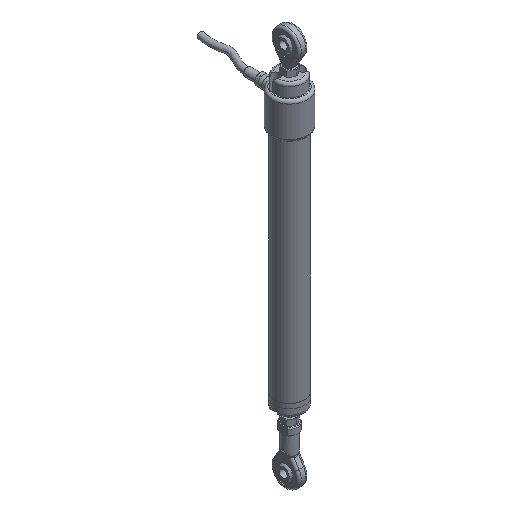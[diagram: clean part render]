
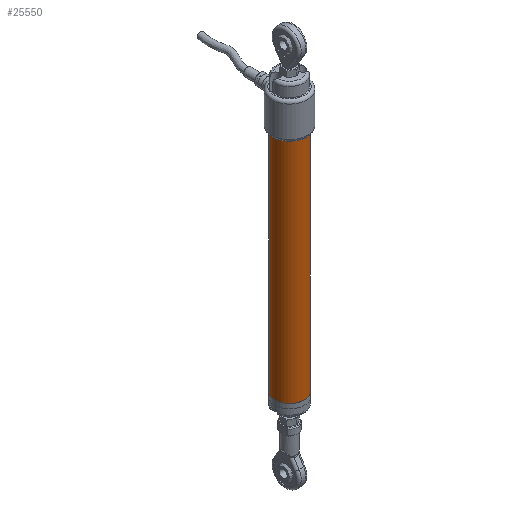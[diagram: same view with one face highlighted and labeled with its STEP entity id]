
A CAD part, isometric view. The second image highlights one B-rep face of the part: STEP entity #25550.
In plain terms, the highlighted cylindrical face has radius 9.5 mm (diameter 19 mm), a full revolution.
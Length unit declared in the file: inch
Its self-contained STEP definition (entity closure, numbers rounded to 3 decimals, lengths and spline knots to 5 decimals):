
#508 = DIRECTION ( 'NONE',  ( 1., 0., 0. ) ) ;
#4705 = ORIENTED_EDGE ( 'NONE', *, *, #5308, .F. ) ;
#4773 = DIRECTION ( 'NONE',  ( 1., 0., 0. ) ) ;
#5308 = EDGE_CURVE ( 'NONE', #23838, #23838, #7217, .T. ) ;
#7217 = CIRCLE ( 'NONE', #12209, 0.37402 ) ;
#7749 = AXIS2_PLACEMENT_3D ( 'NONE', #7904, #26234, #19958 ) ;
#7904 = CARTESIAN_POINT ( 'NONE',  ( 0., 0., -6.25984 ) ) ;
#8558 = EDGE_CURVE ( 'NONE', #17149, #17149, #15788, .T. ) ;
#12209 = AXIS2_PLACEMENT_3D ( 'NONE', #37713, #31742, #4773 ) ;
#12458 = DIRECTION ( 'NONE',  ( 0., 0., 1. ) ) ;
#15788 = CIRCLE ( 'NONE', #30868, 0.37402 ) ;
#17149 = VERTEX_POINT ( 'NONE', #25779 ) ;
#19958 = DIRECTION ( 'NONE',  ( 1., 0., 0. ) ) ;
#22786 = EDGE_LOOP ( 'NONE', ( #30730 ) ) ;
#22885 = CYLINDRICAL_SURFACE ( 'NONE', #7749, 0.37402 ) ;
#23838 = VERTEX_POINT ( 'NONE', #35903 ) ;
#25550 = ADVANCED_FACE ( 'NONE', ( #38136, #34562 ), #22885, .T. ) ;
#25779 = CARTESIAN_POINT ( 'NONE',  ( 0.37402, 0., -6.25984 ) ) ;
#26172 = EDGE_LOOP ( 'NONE', ( #4705 ) ) ;
#26234 = DIRECTION ( 'NONE',  ( 0., 0., 1. ) ) ;
#30730 = ORIENTED_EDGE ( 'NONE', *, *, #8558, .T. ) ;
#30868 = AXIS2_PLACEMENT_3D ( 'NONE', #36390, #12458, #508 ) ;
#31742 = DIRECTION ( 'NONE',  ( 0., 0., 1. ) ) ;
#34562 = FACE_OUTER_BOUND ( 'NONE', #26172, .T. ) ;
#35903 = CARTESIAN_POINT ( 'NONE',  ( 0.37402, 0., 0. ) ) ;
#36390 = CARTESIAN_POINT ( 'NONE',  ( 0., 0., -6.25984 ) ) ;
#37713 = CARTESIAN_POINT ( 'NONE',  ( 0., 0., 0. ) ) ;
#38136 = FACE_OUTER_BOUND ( 'NONE', #22786, .T. ) ;
